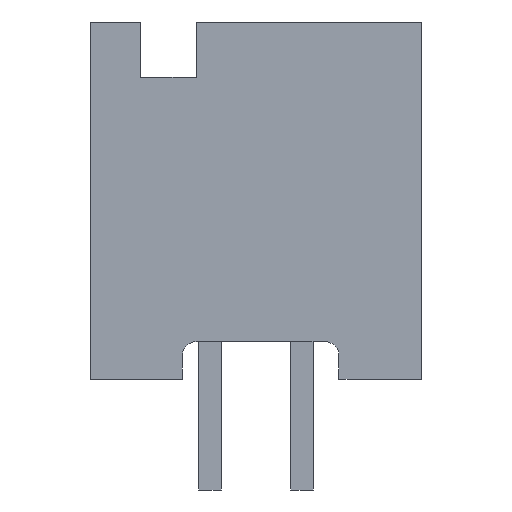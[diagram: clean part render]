
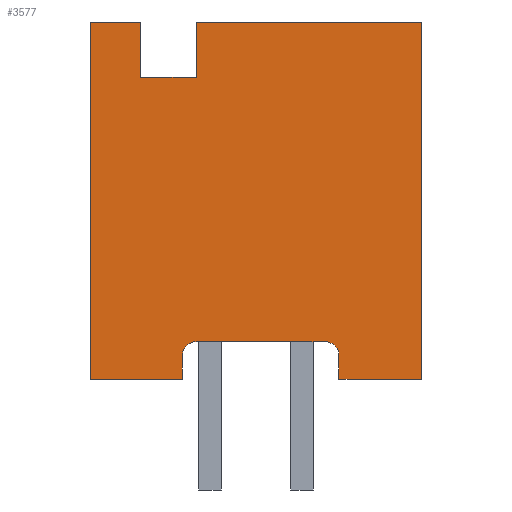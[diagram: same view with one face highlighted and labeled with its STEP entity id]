
A CAD part, left-side view. The second image highlights one B-rep face of the part: STEP entity #3577.
In plain terms, the highlighted planar face has unit normal (-1, 0, 0).
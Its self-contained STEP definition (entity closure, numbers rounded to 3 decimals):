
#84=DIRECTION('',(0.,-1.,0.));
#85=VECTOR('',#84,6.223);
#86=CARTESIAN_POINT('',(-13.97,1.651,0.));
#87=LINE('',#86,#85);
#116=DIRECTION('',(0.,-1.,0.));
#117=VECTOR('',#116,1.397);
#118=CARTESIAN_POINT('',(-13.97,4.572,0.));
#119=LINE('',#118,#117);
#228=DIRECTION('',(0.,0.,-1.));
#229=VECTOR('',#228,0.66);
#230=CARTESIAN_POINT('',(-13.97,2.032,-9.195));
#231=LINE('',#230,#229);
#232=DIRECTION('',(0.,0.,1.));
#233=VECTOR('',#232,9.855);
#234=CARTESIAN_POINT('',(-13.97,4.572,-9.855));
#235=LINE('',#234,#233);
#236=DIRECTION('',(0.,0.,-1.));
#237=VECTOR('',#236,1.524);
#238=CARTESIAN_POINT('',(-13.97,3.175,0.));
#239=LINE('',#238,#237);
#240=DIRECTION('',(0.,1.,0.));
#241=VECTOR('',#240,1.524);
#242=CARTESIAN_POINT('',(-13.97,1.651,-1.524));
#243=LINE('',#242,#241);
#244=DIRECTION('',(0.,0.,-1.));
#245=VECTOR('',#244,1.524);
#246=CARTESIAN_POINT('',(-13.97,1.651,0.));
#247=LINE('',#246,#245);
#520=DIRECTION('',(0.,-1.,0.));
#521=VECTOR('',#520,3.556);
#522=CARTESIAN_POINT('',(-13.97,1.651,-8.814));
#523=LINE('',#522,#521);
#2006=DIRECTION('',(0.,1.,0.));
#2007=VECTOR('',#2006,2.54);
#2008=CARTESIAN_POINT('',(-13.97,2.032,-9.855));
#2009=LINE('',#2008,#2007);
#2018=DIRECTION('',(0.,1.,0.));
#2019=VECTOR('',#2018,2.286);
#2020=CARTESIAN_POINT('',(-13.97,-4.572,-9.855));
#2021=LINE('',#2020,#2019);
#2311=CARTESIAN_POINT('',(-13.97,1.651,-9.195));
#2312=DIRECTION('',(1.,0.,0.));
#2313=DIRECTION('',(0.,1.,0.));
#2314=AXIS2_PLACEMENT_3D('',#2311,#2312,#2313);
#2320=DIRECTION('',(0.,0.,1.));
#2321=VECTOR('',#2320,9.855);
#2322=CARTESIAN_POINT('',(-13.97,-4.572,-9.855));
#2323=LINE('',#2322,#2321);
#2336=CARTESIAN_POINT('',(-13.97,-1.905,-9.195));
#2337=DIRECTION('',(1.,0.,0.));
#2338=DIRECTION('',(0.,0.,1.));
#2339=AXIS2_PLACEMENT_3D('',#2336,#2337,#2338);
#2350=DIRECTION('',(0.,0.,-1.));
#2351=VECTOR('',#2350,0.66);
#2352=CARTESIAN_POINT('',(-13.97,-2.286,-9.195));
#2353=LINE('',#2352,#2351);
#2542=CARTESIAN_POINT('',(-13.97,-4.572,0.));
#2544=VERTEX_POINT('',#2542);
#2562=CARTESIAN_POINT('',(-13.97,4.572,-9.855));
#2564=VERTEX_POINT('',#2562);
#2568=CARTESIAN_POINT('',(-13.97,2.032,-9.855));
#2569=VERTEX_POINT('',#2568);
#2570=CARTESIAN_POINT('',(-13.97,-4.572,-9.855));
#2571=CARTESIAN_POINT('',(-13.97,-2.286,-9.855));
#2572=VERTEX_POINT('',#2570);
#2573=VERTEX_POINT('',#2571);
#2598=CARTESIAN_POINT('',(-13.97,4.572,0.));
#2599=VERTEX_POINT('',#2598);
#2630=CARTESIAN_POINT('',(-13.97,1.651,0.));
#2631=CARTESIAN_POINT('',(-13.97,1.651,-1.524));
#2632=VERTEX_POINT('',#2630);
#2633=VERTEX_POINT('',#2631);
#2634=CARTESIAN_POINT('',(-13.97,3.175,-1.524));
#2635=VERTEX_POINT('',#2634);
#2636=CARTESIAN_POINT('',(-13.97,3.175,0.));
#2637=VERTEX_POINT('',#2636);
#2780=CARTESIAN_POINT('',(-13.97,1.651,-8.814));
#2782=VERTEX_POINT('',#2780);
#2784=CARTESIAN_POINT('',(-13.97,2.032,-9.195));
#2786=VERTEX_POINT('',#2784);
#2787=CARTESIAN_POINT('',(-13.97,-1.905,-8.814));
#2789=VERTEX_POINT('',#2787);
#2791=CARTESIAN_POINT('',(-13.97,-2.286,-9.195));
#2793=VERTEX_POINT('',#2791);
#3545=CARTESIAN_POINT('',(-13.97,4.572,0.));
#3546=DIRECTION('',(-1.,0.,0.));
#3547=DIRECTION('',(0.,-1.,0.));
#3548=AXIS2_PLACEMENT_3D('',#3545,#3546,#3547);
#3549=PLANE('',#3548);
#3551=ORIENTED_EDGE('',*,*,#3550,.F.);
#3553=ORIENTED_EDGE('',*,*,#3552,.F.);
#3555=ORIENTED_EDGE('',*,*,#3554,.T.);
#3557=ORIENTED_EDGE('',*,*,#3556,.T.);
#3559=ORIENTED_EDGE('',*,*,#3558,.T.);
#3560=ORIENTED_EDGE('',*,*,#3370,.T.);
#3562=ORIENTED_EDGE('',*,*,#3561,.T.);
#3564=ORIENTED_EDGE('',*,*,#3563,.F.);
#3565=ORIENTED_EDGE('',*,*,#3519,.F.);
#3566=ORIENTED_EDGE('',*,*,#3346,.T.);
#3568=ORIENTED_EDGE('',*,*,#3567,.F.);
#3570=ORIENTED_EDGE('',*,*,#3569,.T.);
#3572=ORIENTED_EDGE('',*,*,#3571,.F.);
#3574=ORIENTED_EDGE('',*,*,#3573,.F.);
#3575=EDGE_LOOP('',(#3551,#3553,#3555,#3557,#3559,#3560,#3562,#3564,#3565,#3566,
#3568,#3570,#3572,#3574));
#3576=FACE_OUTER_BOUND('',#3575,.F.);
#3577=ADVANCED_FACE('',(#3576),#3549,.T.);
#2315=CIRCLE('',#2314,0.381);
#2340=CIRCLE('',#2339,0.381);
#3346=EDGE_CURVE('',#2632,#2544,#87,.T.);
#3370=EDGE_CURVE('',#2599,#2637,#119,.T.);
#3519=EDGE_CURVE('',#2632,#2633,#247,.T.);
#3550=EDGE_CURVE('',#2782,#2789,#523,.T.);
#3552=EDGE_CURVE('',#2786,#2782,#2315,.T.);
#3554=EDGE_CURVE('',#2786,#2569,#231,.T.);
#3556=EDGE_CURVE('',#2569,#2564,#2009,.T.);
#3558=EDGE_CURVE('',#2564,#2599,#235,.T.);
#3561=EDGE_CURVE('',#2637,#2635,#239,.T.);
#3563=EDGE_CURVE('',#2633,#2635,#243,.T.);
#3567=EDGE_CURVE('',#2572,#2544,#2323,.T.);
#3569=EDGE_CURVE('',#2572,#2573,#2021,.T.);
#3571=EDGE_CURVE('',#2793,#2573,#2353,.T.);
#3573=EDGE_CURVE('',#2789,#2793,#2340,.T.);
